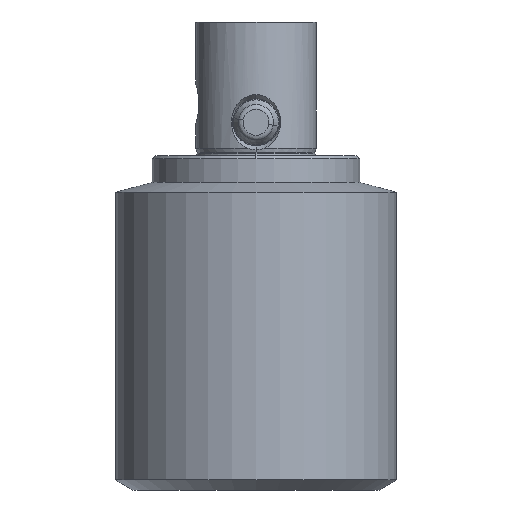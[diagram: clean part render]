
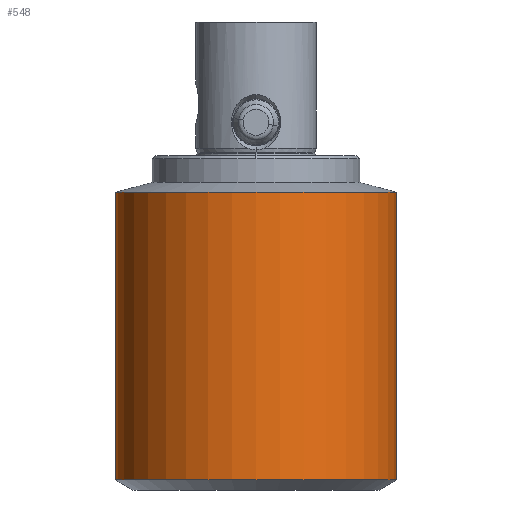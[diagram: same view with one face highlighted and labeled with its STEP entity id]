
A CAD part, left-side view. The second image highlights one B-rep face of the part: STEP entity #548.
In plain terms, the highlighted cylindrical face has radius 21 mm (diameter 42 mm), a partial arc.
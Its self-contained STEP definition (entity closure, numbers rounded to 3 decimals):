
#472=VERTEX_POINT('NONE',#1289);
#548=ADVANCED_FACE('NONE',(#1378),#1379,.T.);
#558=EDGE_CURVE('NONE',#472,#1074,#1390,.T.);
#628=EDGE_CURVE('NONE',#472,#1106,#1473,.T.);
#844=EDGE_CURVE('NONE',#1074,#852,#1708,.T.);
#852=VERTEX_POINT('NONE',#1717);
#876=EDGE_CURVE('NONE',#1106,#852,#1743,.T.);
#1074=VERTEX_POINT('NONE',#1970);
#1106=VERTEX_POINT('NONE',#2003);
#1289=CARTESIAN_POINT('',(0.0,21.0,-48.5));
#1378=FACE_OUTER_BOUND('',#2382,.T.);
#1379=CYLINDRICAL_SURFACE('',#2383,21.0);
#1390=CIRCLE('',#2399,21.0);
#1473=LINE('',#2532,#2533);
#1708=LINE('',#2866,#2867);
#1717=CARTESIAN_POINT('',(0.0,-21.0,-5.474));
#1743=CIRCLE('',#2943,21.0);
#1970=CARTESIAN_POINT('',(0.,-21.0,-48.5));
#2003=CARTESIAN_POINT('',(0.,21.0,-5.474));
#2382=EDGE_LOOP('',(#3862,#3863,#3864,#3865));
#2383=AXIS2_PLACEMENT_3D('',#3866,#3867,#3868);
#2399=AXIS2_PLACEMENT_3D('',#3878,#3879,#3880);
#2532=CARTESIAN_POINT('',(0.0,21.0,2.605));
#2533=VECTOR('',#4026,1000.0);
#2866=CARTESIAN_POINT('',(0.,-21.0,2.605));
#2867=VECTOR('',#4275,1000.0);
#2943=AXIS2_PLACEMENT_3D('',#4314,#4315,#4316);
#3862=ORIENTED_EDGE('',*,*,#558,.T.);
#3863=ORIENTED_EDGE('',*,*,#844,.T.);
#3864=ORIENTED_EDGE('',*,*,#876,.F.);
#3865=ORIENTED_EDGE('',*,*,#628,.F.);
#3866=CARTESIAN_POINT('',(0.0,0.0,2.605));
#3867=DIRECTION('',(-0.0,-0.0,1.0));
#3868=DIRECTION('',(0.0,1.0,0.0));
#3878=CARTESIAN_POINT('',(0.0,0.0,-48.5));
#3879=DIRECTION('',(0.0,-0.0,1.0));
#3880=DIRECTION('',(0.0,1.0,0.0));
#4026=DIRECTION('',(0.0,-0.0,1.0));
#4275=DIRECTION('',(0.0,-0.0,1.0));
#4314=CARTESIAN_POINT('',(0.0,0.0,-5.474));
#4315=DIRECTION('',(0.0,-0.0,1.0));
#4316=DIRECTION('',(0.0,1.0,0.0));
